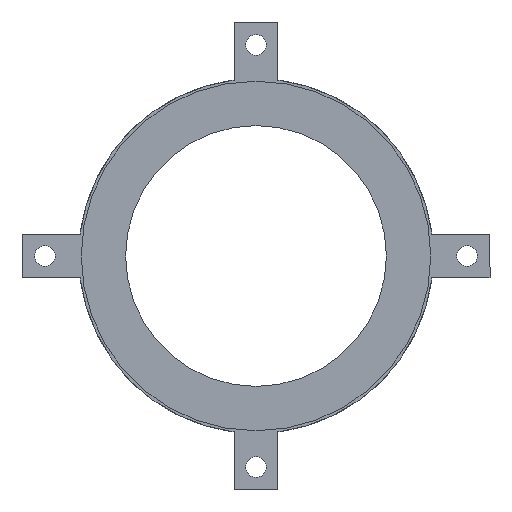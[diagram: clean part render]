
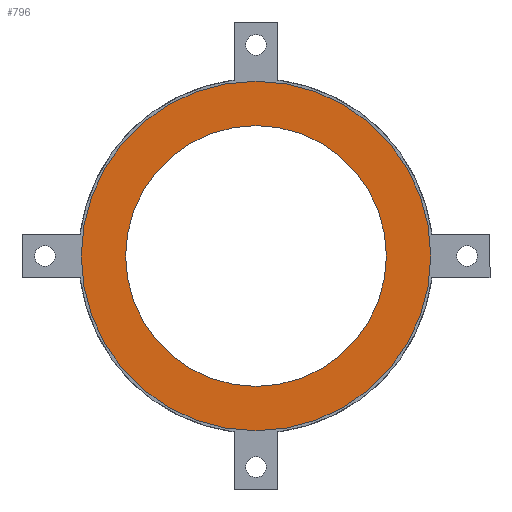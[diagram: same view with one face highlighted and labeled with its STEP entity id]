
A CAD part, front view. The second image highlights one B-rep face of the part: STEP entity #796.
In plain terms, the highlighted planar face has unit normal (0, -1, 0).
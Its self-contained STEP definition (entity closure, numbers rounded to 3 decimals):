
#7 = ORIENTED_EDGE ( 'NONE', *, *, #881, .T. ) ;
#14 = VERTEX_POINT ( 'NONE', #347 ) ;
#16 = ORIENTED_EDGE ( 'NONE', *, *, #1273, .T. ) ;
#68 = CIRCLE ( 'NONE', #1138, 57. ) ;
#89 = DIRECTION ( 'NONE',  ( 0., 0., -1. ) ) ;
#152 = DIRECTION ( 'NONE',  ( 0., 0., -1. ) ) ;
#165 = CIRCLE ( 'NONE', #1290, 57. ) ;
#228 = CIRCLE ( 'NONE', #1315, 76.4 ) ;
#234 = CARTESIAN_POINT ( 'NONE',  ( 0., 0., 0. ) ) ;
#297 = AXIS2_PLACEMENT_3D ( 'NONE', #920, #925, #932 ) ;
#310 = CARTESIAN_POINT ( 'NONE',  ( 0., 0., 0. ) ) ;
#347 = CARTESIAN_POINT ( 'NONE',  ( 0., 0., -57. ) ) ;
#358 = CARTESIAN_POINT ( 'NONE',  ( 0., 0., 57. ) ) ;
#373 = FACE_OUTER_BOUND ( 'NONE', #1198, .T. ) ;
#384 = FACE_BOUND ( 'NONE', #740, .T. ) ;
#550 = ORIENTED_EDGE ( 'NONE', *, *, #956, .F. ) ;
#566 = DIRECTION ( 'NONE',  ( 0., 0., -1. ) ) ;
#652 = AXIS2_PLACEMENT_3D ( 'NONE', #234, #1241, #1077 ) ;
#740 = EDGE_LOOP ( 'NONE', ( #550, #832 ) ) ;
#752 = PLANE ( 'NONE',  #297 ) ;
#796 = ADVANCED_FACE ( 'NONE', ( #373, #384 ), #752, .T. ) ;
#802 = VERTEX_POINT ( 'NONE', #973 ) ;
#832 = ORIENTED_EDGE ( 'NONE', *, *, #1173, .F. ) ;
#881 = EDGE_CURVE ( 'NONE', #1129, #802, #228, .T. ) ;
#920 = CARTESIAN_POINT ( 'NONE',  ( 0., 0., -76.4 ) ) ;
#925 = DIRECTION ( 'NONE',  ( 0., -1., 0. ) ) ;
#930 = DIRECTION ( 'NONE',  ( 0., -1., 0. ) ) ;
#932 = DIRECTION ( 'NONE',  ( 0., 0., -1. ) ) ;
#956 = EDGE_CURVE ( 'NONE', #14, #1148, #165, .T. ) ;
#973 = CARTESIAN_POINT ( 'NONE',  ( 0., 0., -76.4 ) ) ;
#1077 = DIRECTION ( 'NONE',  ( 0., 0., -1. ) ) ;
#1129 = VERTEX_POINT ( 'NONE', #1212 ) ;
#1138 = AXIS2_PLACEMENT_3D ( 'NONE', #1204, #930, #89 ) ;
#1148 = VERTEX_POINT ( 'NONE', #358 ) ;
#1173 = EDGE_CURVE ( 'NONE', #1148, #14, #68, .T. ) ;
#1198 = EDGE_LOOP ( 'NONE', ( #16, #7 ) ) ;
#1202 = CIRCLE ( 'NONE', #652, 76.4 ) ;
#1204 = CARTESIAN_POINT ( 'NONE',  ( 0., 0., 0. ) ) ;
#1212 = CARTESIAN_POINT ( 'NONE',  ( 0., 0., 76.4 ) ) ;
#1241 = DIRECTION ( 'NONE',  ( 0., -1., 0. ) ) ;
#1272 = DIRECTION ( 'NONE',  ( 0., -1., 0. ) ) ;
#1273 = EDGE_CURVE ( 'NONE', #802, #1129, #1202, .T. ) ;
#1290 = AXIS2_PLACEMENT_3D ( 'NONE', #1371, #1387, #152 ) ;
#1315 = AXIS2_PLACEMENT_3D ( 'NONE', #310, #1272, #566 ) ;
#1371 = CARTESIAN_POINT ( 'NONE',  ( 0., 0., 0. ) ) ;
#1387 = DIRECTION ( 'NONE',  ( 0., -1., 0. ) ) ;
